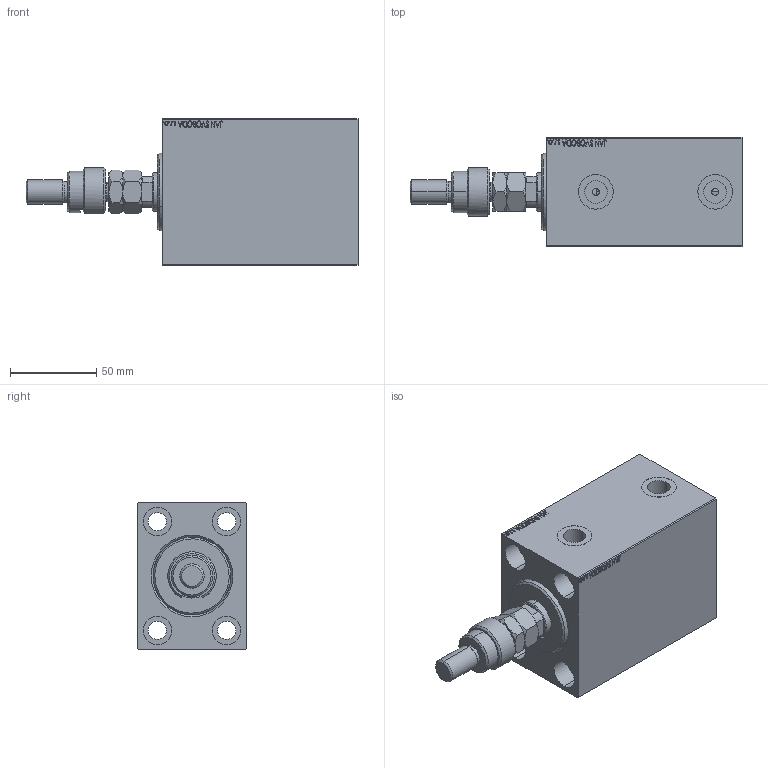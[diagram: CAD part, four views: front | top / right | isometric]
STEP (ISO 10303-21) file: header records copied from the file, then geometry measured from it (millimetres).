
FILE_DESCRIPTION (( 'STEP AP203' ), '1' );
FILE_NAME ('0c6b.STEP', '2022-04-17T09:05:10', ( '' ), ( '' ), 'SwSTEP 2.0', 'SolidWorks 2019', '' );
FILE_SCHEMA (( 'CONFIG_CONTROL_DESIGN' ));
Length unit declared in the file: millimetre
Products named in the file (7): FEMALE_PART_FOR_DFA 41842656faffc0c6752feae69aa59837; MFA 41842656faffc0c6752feae69aa59837; V450CM_C_Body 41842656faffc0c6752feae69aa59837; V450CM_VC_B 41842656faffc0c6752feae69aa59837; DFA 41842656faffc0c6752feae69aa59837; 0c6b; V450CM_C_VCP 41842656faffc0c6752feae69aa59837
Assembly tree (6 placements, depth 3):
  0c6b
    V450CM_C_Body 41842656faffc0c6752feae69aa59837
    V450CM_C_VCP 41842656faffc0c6752feae69aa59837
    V450CM_VC_B 41842656faffc0c6752feae69aa59837
    DFA 41842656faffc0c6752feae69aa59837
      FEMALE_PART_FOR_DFA 41842656faffc0c6752feae69aa59837
      MFA 41842656faffc0c6752feae69aa59837
Bounding box: 192 x 63 x 85 mm (x, y, z)
Volume: 530008.9 mm3; surface area: 104457.6 mm2
Topology: 5 solids, 5 shells, 964 faces, 2436 edges, 1597 vertices
Faces by surface type: plane 441, bspline 380, cylinder 85, cone 54, torus 4
Entity records: 47467 total; most frequent: CARTESIAN_POINT 26077, ORIENTED_EDGE 4868, DIRECTION 3010, EDGE_CURVE 2434, VERTEX_POINT 1597, VECTOR 1378, LINE 1378, EDGE_LOOP 1099
